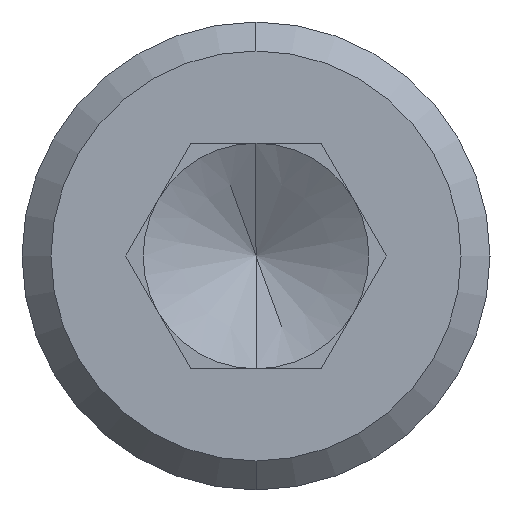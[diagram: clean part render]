
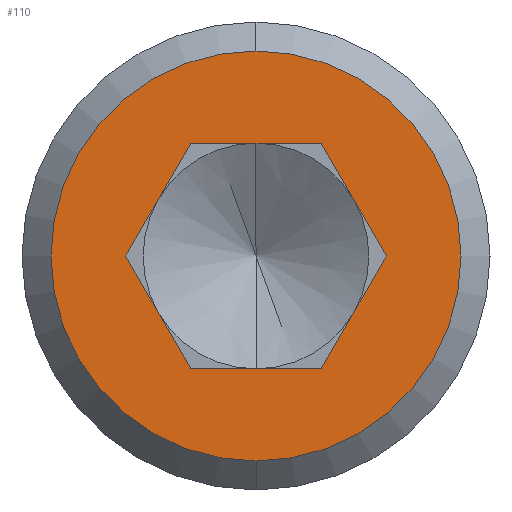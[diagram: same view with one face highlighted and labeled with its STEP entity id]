
A CAD part, left-side view. The second image highlights one B-rep face of the part: STEP entity #110.
In plain terms, the highlighted planar face has unit normal (-1, 0, 0).
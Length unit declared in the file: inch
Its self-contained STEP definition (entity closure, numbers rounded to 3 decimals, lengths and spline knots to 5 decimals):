
#8 = CARTESIAN_POINT ( 'NONE',  ( 0., 0., 0. ) ) ;
#17 = DIRECTION ( 'NONE',  ( -1., 0., 0. ) ) ;
#29 = DIRECTION ( 'NONE',  ( 0., 0., 1. ) ) ;
#37 = LINE ( 'NONE', #3735, #1552 ) ;
#67 = VERTEX_POINT ( 'NONE', #646 ) ;
#97 = VERTEX_POINT ( 'NONE', #596 ) ;
#110 = ADVANCED_FACE ( 'NONE', ( #1614, #784 ), #672, .T. ) ;
#188 = LINE ( 'NONE', #2382, #885 ) ;
#452 = VERTEX_POINT ( 'NONE', #462 ) ;
#462 = CARTESIAN_POINT ( 'NONE',  ( 0., 0.06293, 0. ) ) ;
#579 = DIRECTION ( 'NONE',  ( 0., -0.5, -0.866 ) ) ;
#596 = CARTESIAN_POINT ( 'NONE',  ( 0., -0.06293, 0. ) ) ;
#626 = VECTOR ( 'NONE', #3531, 39.37008 ) ;
#646 = CARTESIAN_POINT ( 'NONE',  ( 0., 0., 0.099 ) ) ;
#657 = CARTESIAN_POINT ( 'NONE',  ( 0., 0., 0. ) ) ;
#672 = PLANE ( 'NONE',  #3706 ) ;
#679 = LINE ( 'NONE', #3307, #2227 ) ;
#712 = DIRECTION ( 'NONE',  ( -1., 0., 0. ) ) ;
#741 = DIRECTION ( 'NONE',  ( 0., 0., 1. ) ) ;
#784 = FACE_OUTER_BOUND ( 'NONE', #1387, .T. ) ;
#885 = VECTOR ( 'NONE', #3232, 39.37008 ) ;
#997 = VECTOR ( 'NONE', #1469, 39.37008 ) ;
#1143 = CARTESIAN_POINT ( 'NONE',  ( 0., 0.03147, -0.0545 ) ) ;
#1144 = VERTEX_POINT ( 'NONE', #1250 ) ;
#1210 = CIRCLE ( 'NONE', #2140, 0.099 ) ;
#1250 = CARTESIAN_POINT ( 'NONE',  ( 0., 0., -0.099 ) ) ;
#1339 = VERTEX_POINT ( 'NONE', #2344 ) ;
#1361 = CARTESIAN_POINT ( 'NONE',  ( 0., 0.06293, 0. ) ) ;
#1387 = EDGE_LOOP ( 'NONE', ( #2057, #1493 ) ) ;
#1465 = EDGE_CURVE ( 'NONE', #67, #1144, #3688, .T. ) ;
#1469 = DIRECTION ( 'NONE',  ( 0., -0.5, -0.866 ) ) ;
#1471 = ORIENTED_EDGE ( 'NONE', *, *, #2504, .F. ) ;
#1482 = EDGE_CURVE ( 'NONE', #452, #3509, #679, .T. ) ;
#1493 = ORIENTED_EDGE ( 'NONE', *, *, #1465, .T. ) ;
#1545 = ORIENTED_EDGE ( 'NONE', *, *, #1482, .T. ) ;
#1552 = VECTOR ( 'NONE', #579, 39.37008 ) ;
#1614 = FACE_BOUND ( 'NONE', #1764, .T. ) ;
#1764 = EDGE_LOOP ( 'NONE', ( #1545, #1471, #2277, #3640, #2301, #2714 ) ) ;
#2057 = ORIENTED_EDGE ( 'NONE', *, *, #2157, .T. ) ;
#2140 = AXIS2_PLACEMENT_3D ( 'NONE', #3430, #3444, #3454 ) ;
#2157 = EDGE_CURVE ( 'NONE', #1144, #67, #1210, .T. ) ;
#2225 = EDGE_CURVE ( 'NONE', #3303, #3568, #3450, .T. ) ;
#2227 = VECTOR ( 'NONE', #3365, 39.37008 ) ;
#2248 = EDGE_CURVE ( 'NONE', #452, #3303, #3359, .T. ) ;
#2277 = ORIENTED_EDGE ( 'NONE', *, *, #2478, .T. ) ;
#2301 = ORIENTED_EDGE ( 'NONE', *, *, #2225, .F. ) ;
#2344 = CARTESIAN_POINT ( 'NONE',  ( 0., -0.03147, 0.0545 ) ) ;
#2382 = CARTESIAN_POINT ( 'NONE',  ( 0., -0.06293, 0. ) ) ;
#2478 = EDGE_CURVE ( 'NONE', #1339, #97, #37, .T. ) ;
#2504 = EDGE_CURVE ( 'NONE', #1339, #3509, #3032, .T. ) ;
#2652 = VECTOR ( 'NONE', #3234, 39.37008 ) ;
#2670 = CARTESIAN_POINT ( 'NONE',  ( 0., -0.03147, 0.0545 ) ) ;
#2684 = AXIS2_PLACEMENT_3D ( 'NONE', #8, #17, #29 ) ;
#2698 = CARTESIAN_POINT ( 'NONE',  ( 0., 0.03147, 0.0545 ) ) ;
#2714 = ORIENTED_EDGE ( 'NONE', *, *, #2248, .F. ) ;
#3032 = LINE ( 'NONE', #2670, #626 ) ;
#3232 = DIRECTION ( 'NONE',  ( 0., 0.5, -0.866 ) ) ;
#3234 = DIRECTION ( 'NONE',  ( 0., -1., 0. ) ) ;
#3303 = VERTEX_POINT ( 'NONE', #1143 ) ;
#3307 = CARTESIAN_POINT ( 'NONE',  ( 0., 0.06293, 0. ) ) ;
#3359 = LINE ( 'NONE', #1361, #997 ) ;
#3365 = DIRECTION ( 'NONE',  ( 0., -0.5, 0.866 ) ) ;
#3412 = CARTESIAN_POINT ( 'NONE',  ( 0., 0.03147, -0.0545 ) ) ;
#3421 = CARTESIAN_POINT ( 'NONE',  ( 0., -0.03147, -0.0545 ) ) ;
#3430 = CARTESIAN_POINT ( 'NONE',  ( 0., 0., 0. ) ) ;
#3444 = DIRECTION ( 'NONE',  ( -1., 0., 0. ) ) ;
#3450 = LINE ( 'NONE', #3412, #2652 ) ;
#3454 = DIRECTION ( 'NONE',  ( 0., 0., 1. ) ) ;
#3472 = EDGE_CURVE ( 'NONE', #97, #3568, #188, .T. ) ;
#3509 = VERTEX_POINT ( 'NONE', #2698 ) ;
#3531 = DIRECTION ( 'NONE',  ( 0., 1., 0. ) ) ;
#3568 = VERTEX_POINT ( 'NONE', #3421 ) ;
#3640 = ORIENTED_EDGE ( 'NONE', *, *, #3472, .T. ) ;
#3688 = CIRCLE ( 'NONE', #2684, 0.099 ) ;
#3706 = AXIS2_PLACEMENT_3D ( 'NONE', #657, #712, #741 ) ;
#3735 = CARTESIAN_POINT ( 'NONE',  ( 0., -0.03147, 0.0545 ) ) ;
